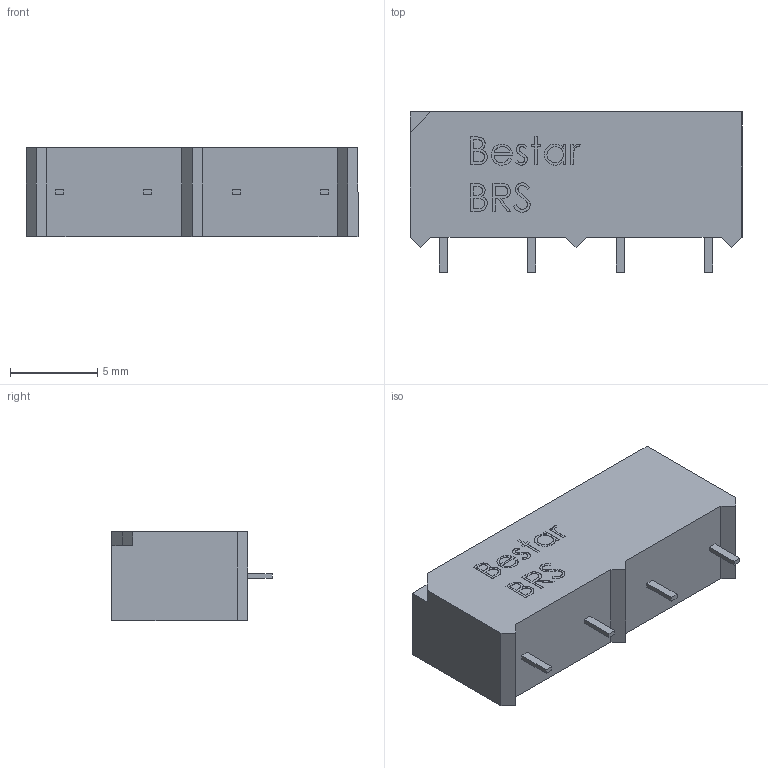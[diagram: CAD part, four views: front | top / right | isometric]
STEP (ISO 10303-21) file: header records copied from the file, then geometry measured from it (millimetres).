
FILE_DESCRIPTION (( 'STEP AP214' ), '1' );
FILE_NAME ('User Library-BRS.STEP', '2015-11-09T12:41:50', ( 'Windows User' ), ( '' ), 'SwSTEP 2.0', 'SolidWorks 2016', '' );
FILE_SCHEMA (( 'AUTOMOTIVE_DESIGN' ));
Length unit declared in the file: millimetre
Products named in the file (1): User Library-BRS
Bounding box: 19.05 x 9.2 x 5.11 mm (x, y, z)
Volume: 705.5 mm3; surface area: 563.4 mm2
Topology: 1 solids, 1 shells, 189 faces, 501 edges, 334 vertices
Faces by surface type: plane 111, bspline 78
Entity records: 11380 total; most frequent: CARTESIAN_POINT 5103, ORIENTED_EDGE 1002, DIRECTION 569, EDGE_CURVE 501, VECTOR 345, LINE 345, VERTEX_POINT 334, EDGE_LOOP 209
